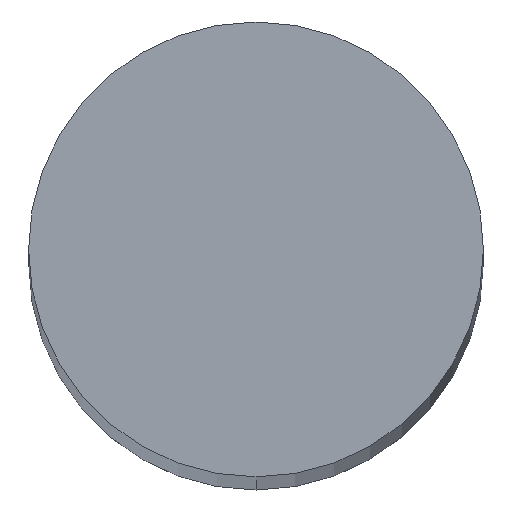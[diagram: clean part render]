
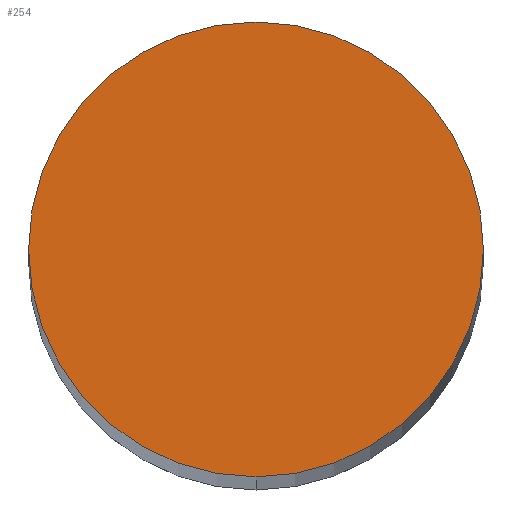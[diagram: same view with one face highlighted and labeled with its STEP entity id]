
A CAD part, top view. The second image highlights one B-rep face of the part: STEP entity #254.
In plain terms, the highlighted planar face has unit normal (0, 0, 1).
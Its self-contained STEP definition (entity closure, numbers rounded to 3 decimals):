
#35 = EDGE_LOOP ( 'NONE', ( #233, #155 ) ) ;
#51 = DIRECTION ( 'NONE',  ( 0., -1., 0. ) ) ;
#54 = PLANE ( 'NONE',  #267 ) ;
#57 = CARTESIAN_POINT ( 'NONE',  ( 0., 0., 11.66 ) ) ;
#73 = DIRECTION ( 'NONE',  ( 0., 0., -1. ) ) ;
#75 = DIRECTION ( 'NONE',  ( 0., 0., 1. ) ) ;
#95 = CARTESIAN_POINT ( 'NONE',  ( 0., 0.725, 11.66 ) ) ;
#99 = DIRECTION ( 'NONE',  ( 0., 1., 0. ) ) ;
#106 = DIRECTION ( 'NONE',  ( 0., -1., 0. ) ) ;
#119 = DIRECTION ( 'NONE',  ( 0., 0., 1. ) ) ;
#123 = CARTESIAN_POINT ( 'NONE',  ( 0., 0., 11.66 ) ) ;
#136 = EDGE_CURVE ( 'NONE', #310, #279, #197, .T. ) ;
#137 = AXIS2_PLACEMENT_3D ( 'NONE', #150, #75, #106 ) ;
#150 = CARTESIAN_POINT ( 'NONE',  ( 0., 0., 11.66 ) ) ;
#155 = ORIENTED_EDGE ( 'NONE', *, *, #184, .T. ) ;
#184 = EDGE_CURVE ( 'NONE', #279, #310, #326, .T. ) ;
#189 = CARTESIAN_POINT ( 'NONE',  ( 0., -0.725, 11.66 ) ) ;
#197 = CIRCLE ( 'NONE', #137, 0.725 ) ;
#228 = FACE_OUTER_BOUND ( 'NONE', #35, .T. ) ;
#233 = ORIENTED_EDGE ( 'NONE', *, *, #136, .T. ) ;
#254 = ADVANCED_FACE ( 'NONE', ( #228 ), #54, .F. ) ;
#267 = AXIS2_PLACEMENT_3D ( 'NONE', #57, #73, #99 ) ;
#279 = VERTEX_POINT ( 'NONE', #95 ) ;
#292 = AXIS2_PLACEMENT_3D ( 'NONE', #123, #119, #51 ) ;
#310 = VERTEX_POINT ( 'NONE', #189 ) ;
#326 = CIRCLE ( 'NONE', #292, 0.725 ) ;
